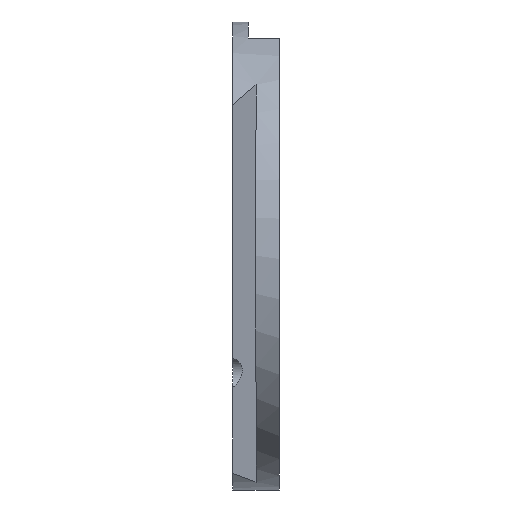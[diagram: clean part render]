
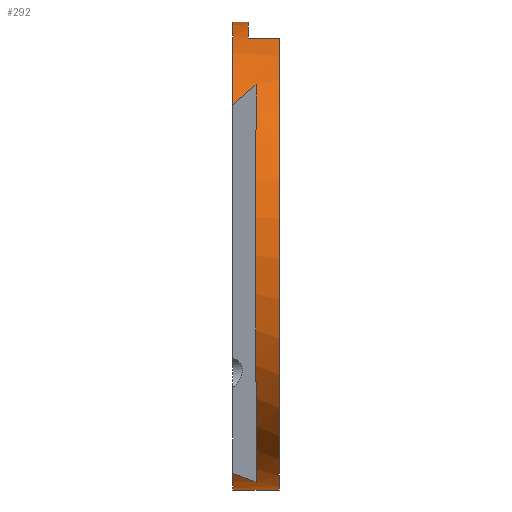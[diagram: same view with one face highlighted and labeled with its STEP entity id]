
A CAD part, left-side view. The second image highlights one B-rep face of the part: STEP entity #292.
In plain terms, the highlighted cylindrical face has radius 50 mm (diameter 100 mm), a partial arc.
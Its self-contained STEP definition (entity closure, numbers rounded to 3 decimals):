
#7 = EDGE_CURVE ( 'NONE', #1445, #597, #1707, .T. ) ;
#9 = CIRCLE ( 'NONE', #231, 50. ) ;
#48 = DIRECTION ( 'NONE',  ( 0., 1., 0. ) ) ;
#90 = AXIS2_PLACEMENT_3D ( 'NONE', #894, #1056, #747 ) ;
#101 = CARTESIAN_POINT ( 'NONE',  ( 0., 5., 0. ) ) ;
#113 = CARTESIAN_POINT ( 'NONE',  ( 0., 0., 0. ) ) ;
#121 = CARTESIAN_POINT ( 'NONE',  ( 0., -5., 0. ) ) ;
#170 = VERTEX_POINT ( 'NONE', #1308 ) ;
#183 = DIRECTION ( 'NONE',  ( 0., -1., 0. ) ) ;
#192 = ORIENTED_EDGE ( 'NONE', *, *, #1558, .F. ) ;
#231 = AXIS2_PLACEMENT_3D ( 'NONE', #121, #788, #269 ) ;
#258 = ORIENTED_EDGE ( 'NONE', *, *, #882, .F. ) ;
#269 = DIRECTION ( 'NONE',  ( 0., 0., 1. ) ) ;
#292 = ADVANCED_FACE ( 'NONE', ( #345 ), #1043, .T. ) ;
#302 = CARTESIAN_POINT ( 'NONE',  ( -18.179, 1.667, 46.578 ) ) ;
#308 = EDGE_LOOP ( 'NONE', ( #192, #820, #1673, #1261, #872, #258, #745, #1665, #1704, #1177 ) ) ;
#345 = FACE_OUTER_BOUND ( 'NONE', #308, .T. ) ;
#346 = CARTESIAN_POINT ( 'NONE',  ( -14.85, 1.728, -47.785 ) ) ;
#356 = CARTESIAN_POINT ( 'NONE',  ( 0., 5., -50. ) ) ;
#365 = DIRECTION ( 'NONE',  ( 0., 0., 1. ) ) ;
#371 = EDGE_CURVE ( 'NONE', #1150, #860, #1101, .T. ) ;
#372 = VECTOR ( 'NONE', #732, 1000. ) ;
#377 = VERTEX_POINT ( 'NONE', #931 ) ;
#411 = CIRCLE ( 'NONE', #90, 50. ) ;
#468 = VERTEX_POINT ( 'NONE', #1676 ) ;
#469 = CARTESIAN_POINT ( 'NONE',  ( -12.941, 0., -48.296 ) ) ;
#503 = EDGE_CURVE ( 'NONE', #597, #468, #1250, .T. ) ;
#557 =( BOUNDED_CURVE ( )  B_SPLINE_CURVE ( 3, ( #565, #883, #983, #1148 ),
 .UNSPECIFIED., .F., .F. ) 
 B_SPLINE_CURVE_WITH_KNOTS ( ( 4, 4 ),
 ( 0.946, 1.065 ),
 .UNSPECIFIED. ) 
 CURVE ( )  GEOMETRIC_REPRESENTATION_ITEM ( )  RATIONAL_B_SPLINE_CURVE ( ( 1., 0.999, 0.999, 1. ) ) 
 REPRESENTATION_ITEM ( '' )  );
#565 = CARTESIAN_POINT ( 'NONE',  ( -38.189, 5., 32.274 ) ) ;
#597 = VERTEX_POINT ( 'NONE', #302 ) ;
#732 = DIRECTION ( 'NONE',  ( 0., -1., 0. ) ) ;
#743 = DIRECTION ( 'NONE',  ( 0., 0., -1. ) ) ;
#745 = ORIENTED_EDGE ( 'NONE', *, *, #1072, .T. ) ;
#747 = DIRECTION ( 'NONE',  ( 0., 0., 1. ) ) ;
#757 = DIRECTION ( 'NONE',  ( 0., 1., 0. ) ) ;
#765 = DIRECTION ( 'NONE',  ( 0., 0., 1. ) ) ;
#788 = DIRECTION ( 'NONE',  ( 0., 1., 0. ) ) ;
#809 = CARTESIAN_POINT ( 'NONE',  ( -18.56, 5., -46.428 ) ) ;
#820 = ORIENTED_EDGE ( 'NONE', *, *, #870, .T. ) ;
#860 = VERTEX_POINT ( 'NONE', #1485 ) ;
#870 = EDGE_CURVE ( 'NONE', #1144, #468, #9, .T. ) ;
#872 = ORIENTED_EDGE ( 'NONE', *, *, #1232, .T. ) ;
#874 = CIRCLE ( 'NONE', #1487, 50. ) ;
#877 = CARTESIAN_POINT ( 'NONE',  ( 0., 1.667, 0. ) ) ;
#882 = EDGE_CURVE ( 'NONE', #377, #170, #874, .T. ) ;
#883 = CARTESIAN_POINT ( 'NONE',  ( -36.913, 3.397, 33.783 ) ) ;
#894 = CARTESIAN_POINT ( 'NONE',  ( 0., 5., 0. ) ) ;
#898 = CARTESIAN_POINT ( 'NONE',  ( -12.941, 0., -48.296 ) ) ;
#905 = CARTESIAN_POINT ( 'NONE',  ( 0., -5., 0. ) ) ;
#919 = AXIS2_PLACEMENT_3D ( 'NONE', #877, #183, #743 ) ;
#926 = LINE ( 'NONE', #1173, #957 ) ;
#931 = CARTESIAN_POINT ( 'NONE',  ( -38.189, 5., 32.274 ) ) ;
#957 = VECTOR ( 'NONE', #757, 1000. ) ;
#980 = CARTESIAN_POINT ( 'NONE',  ( 0., 1.667, 50. ) ) ;
#983 = CARTESIAN_POINT ( 'NONE',  ( -35.55, 1.728, 35.215 ) ) ;
#985 = CARTESIAN_POINT ( 'NONE',  ( -18.179, 1.667, 46.578 ) ) ;
#994 = CARTESIAN_POINT ( 'NONE',  ( 0., -5., -50. ) ) ;
#1021 = VECTOR ( 'NONE', #48, 1000. ) ;
#1028 = CARTESIAN_POINT ( 'NONE',  ( -18.56, 5., -46.428 ) ) ;
#1043 = CYLINDRICAL_SURFACE ( 'NONE', #1130, 50. ) ;
#1056 = DIRECTION ( 'NONE',  ( 0., 1., 0. ) ) ;
#1072 = EDGE_CURVE ( 'NONE', #377, #860, #557, .T. ) ;
#1101 = CIRCLE ( 'NONE', #1708, 50. ) ;
#1130 = AXIS2_PLACEMENT_3D ( 'NONE', #905, #1460, #765 ) ;
#1144 = VERTEX_POINT ( 'NONE', #994 ) ;
#1148 = CARTESIAN_POINT ( 'NONE',  ( -34.105, 0., 36.563 ) ) ;
#1150 = VERTEX_POINT ( 'NONE', #469 ) ;
#1173 = CARTESIAN_POINT ( 'NONE',  ( 0., -5., 50. ) ) ;
#1177 = ORIENTED_EDGE ( 'NONE', *, *, #1241, .F. ) ;
#1232 = EDGE_CURVE ( 'NONE', #1445, #170, #926, .T. ) ;
#1234 = DIRECTION ( 'NONE',  ( 0., 1., 0. ) ) ;
#1241 = EDGE_CURVE ( 'NONE', #1628, #1441, #411, .T. ) ;
#1250 = LINE ( 'NONE', #985, #372 ) ;
#1261 = ORIENTED_EDGE ( 'NONE', *, *, #7, .F. ) ;
#1308 = CARTESIAN_POINT ( 'NONE',  ( 0., 5., 50. ) ) ;
#1423 = CARTESIAN_POINT ( 'NONE',  ( 0., -5., -50. ) ) ;
#1441 = VERTEX_POINT ( 'NONE', #809 ) ;
#1442 =( BOUNDED_CURVE ( )  B_SPLINE_CURVE ( 3, ( #1028, #1590, #346, #898 ),
 .UNSPECIFIED., .F., .F. ) 
 B_SPLINE_CURVE_WITH_KNOTS ( ( 4, 4 ),
 ( 0.946, 1.065 ),
 .UNSPECIFIED. ) 
 CURVE ( )  GEOMETRIC_REPRESENTATION_ITEM ( )  RATIONAL_B_SPLINE_CURVE ( ( 1., 0.999, 0.999, 1. ) ) 
 REPRESENTATION_ITEM ( '' )  );
#1445 = VERTEX_POINT ( 'NONE', #980 ) ;
#1460 = DIRECTION ( 'NONE',  ( 0., 1., 0. ) ) ;
#1485 = CARTESIAN_POINT ( 'NONE',  ( -34.105, 0., 36.563 ) ) ;
#1487 = AXIS2_PLACEMENT_3D ( 'NONE', #101, #1234, #365 ) ;
#1516 = DIRECTION ( 'NONE',  ( 0., 0., 1. ) ) ;
#1540 = EDGE_CURVE ( 'NONE', #1441, #1150, #1442, .T. ) ;
#1558 = EDGE_CURVE ( 'NONE', #1144, #1628, #1735, .T. ) ;
#1590 = CARTESIAN_POINT ( 'NONE',  ( -16.725, 3.397, -47.161 ) ) ;
#1628 = VERTEX_POINT ( 'NONE', #356 ) ;
#1629 = DIRECTION ( 'NONE',  ( 0., 1., 0. ) ) ;
#1665 = ORIENTED_EDGE ( 'NONE', *, *, #371, .F. ) ;
#1673 = ORIENTED_EDGE ( 'NONE', *, *, #503, .F. ) ;
#1676 = CARTESIAN_POINT ( 'NONE',  ( -18.179, -5., 46.578 ) ) ;
#1704 = ORIENTED_EDGE ( 'NONE', *, *, #1540, .F. ) ;
#1707 = CIRCLE ( 'NONE', #919, 50. ) ;
#1708 = AXIS2_PLACEMENT_3D ( 'NONE', #113, #1629, #1516 ) ;
#1735 = LINE ( 'NONE', #1423, #1021 ) ;
